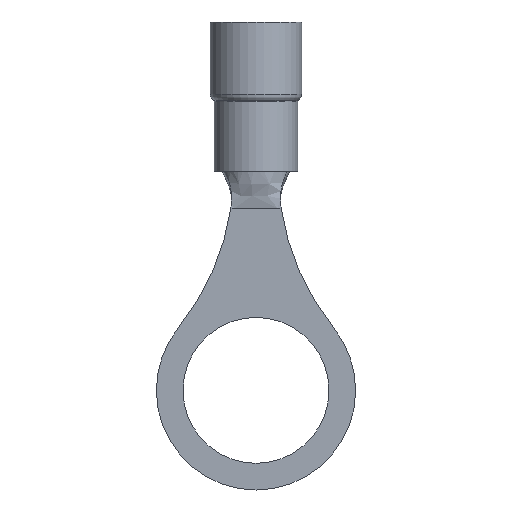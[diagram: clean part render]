
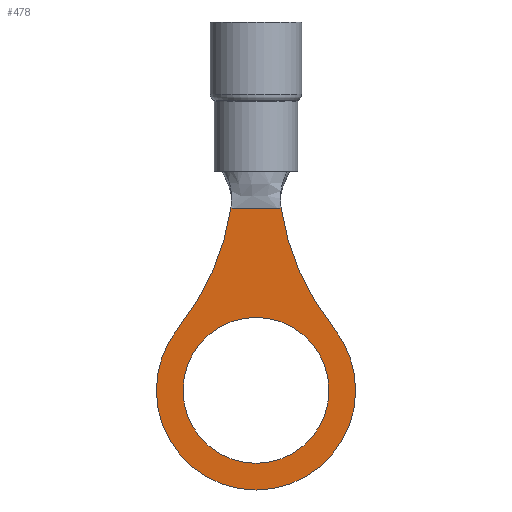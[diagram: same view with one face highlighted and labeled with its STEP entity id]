
A CAD part, front view. The second image highlights one B-rep face of the part: STEP entity #478.
In plain terms, the highlighted planar face has unit normal (0, -1, 0).
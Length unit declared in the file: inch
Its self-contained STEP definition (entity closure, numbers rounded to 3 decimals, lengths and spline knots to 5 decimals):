
#13=LINE($,#956,#25);
#14=LINE($,#958,#26);
#15=LINE($,#959,#27);
#25=VECTOR($,#596,0.00978);
#26=VECTOR($,#597,0.11535);
#27=VECTOR($,#598,0.00978);
#69=PLANE($,#541);
#103=FACE_BOUND($,#183,.T.);
#104=FACE_BOUND($,#184,.T.);
#183=EDGE_LOOP($,(#431));
#184=EDGE_LOOP($,(#432,#433,#434,#435,#436,#437));
#214=CIRCLE($,#531,0.1955);
#215=CIRCLE($,#533,0.66912);
#217=CIRCLE($,#536,0.66912);
#219=CIRCLE($,#539,0.267);
#244=VERTEX_POINT($,#910);
#248=VERTEX_POINT($,#950);
#249=VERTEX_POINT($,#955);
#250=VERTEX_POINT($,#957);
#262=VERTEX_POINT($,#1069);
#263=VERTEX_POINT($,#1072);
#265=VERTEX_POINT($,#1078);
#298=EDGE_CURVE($,#249,#248,#13,.T.);
#299=EDGE_CURVE($,#250,#249,#14,.T.);
#300=EDGE_CURVE($,#244,#250,#15,.T.);
#318=EDGE_CURVE($,#262,#262,#214,.T.);
#319=EDGE_CURVE($,#263,#244,#215,.T.);
#322=EDGE_CURVE($,#248,#265,#217,.T.);
#325=EDGE_CURVE($,#265,#263,#219,.T.);
#431=ORIENTED_EDGE($,*,*,#318,.T.);
#432=ORIENTED_EDGE($,*,*,#325,.T.);
#433=ORIENTED_EDGE($,*,*,#319,.T.);
#434=ORIENTED_EDGE($,*,*,#300,.T.);
#435=ORIENTED_EDGE($,*,*,#299,.T.);
#436=ORIENTED_EDGE($,*,*,#298,.T.);
#437=ORIENTED_EDGE($,*,*,#322,.T.);
#478=ADVANCED_FACE($,(#103,#104),#69,.F.);
#531=AXIS2_PLACEMENT_3D($,#1070,#647,#648);
#533=AXIS2_PLACEMENT_3D($,#1073,#651,#652);
#536=AXIS2_PLACEMENT_3D($,#1079,#658,#659);
#539=AXIS2_PLACEMENT_3D($,#1084,#665,#666);
#541=AXIS2_PLACEMENT_3D($,#1086,#669,#670);
#596=DIRECTION($,(-1.,0.,0.));
#597=DIRECTION($,(-1.,0.,0.));
#598=DIRECTION($,(-1.,0.,0.));
#647=DIRECTION('center_axis',(0.,1.,0.));
#648=DIRECTION('ref_axis',(1.,0.,0.));
#651=DIRECTION('center_axis',(0.,1.,0.));
#652=DIRECTION('ref_axis',(-0.779,0.,-0.627));
#658=DIRECTION('center_axis',(0.,1.,0.));
#659=DIRECTION('ref_axis',(0.989,0.,-0.148));
#665=DIRECTION('center_axis',(0.,-1.,0.));
#666=DIRECTION('ref_axis',(-0.779,0.,-0.627));
#669=DIRECTION('center_axis',(0.,1.,0.));
#670=DIRECTION('ref_axis',(0.,0.,1.));
#910=CARTESIAN_POINT('',(0.06746,-0.069,-0.099));
#950=CARTESIAN_POINT('',(-0.06746,-0.069,-0.099));
#955=CARTESIAN_POINT('',(-0.05768,-0.069,-0.099));
#956=CARTESIAN_POINT($,(0.06746,-0.069,-0.099));
#957=CARTESIAN_POINT('',(0.05768,-0.069,-0.099));
#958=CARTESIAN_POINT($,(0.06746,-0.069,-0.099));
#959=CARTESIAN_POINT($,(0.06746,-0.069,-0.099));
#1069=CARTESIAN_POINT('',(-0.1955,-0.069,-0.587));
#1070=CARTESIAN_POINT('Origin',(0.,-0.069,-0.587));
#1072=CARTESIAN_POINT('',(0.20799,-0.069,-0.41958));
#1073=CARTESIAN_POINT('Origin',(0.72922,-0.069,0.));
#1078=CARTESIAN_POINT('',(-0.20799,-0.069,-0.41958));
#1079=CARTESIAN_POINT('Origin',(-0.72922,-0.069,0.));
#1084=CARTESIAN_POINT('Origin',(0.,-0.069,-0.587));
#1086=CARTESIAN_POINT('Origin',(0.,-0.069,-0.48914));
